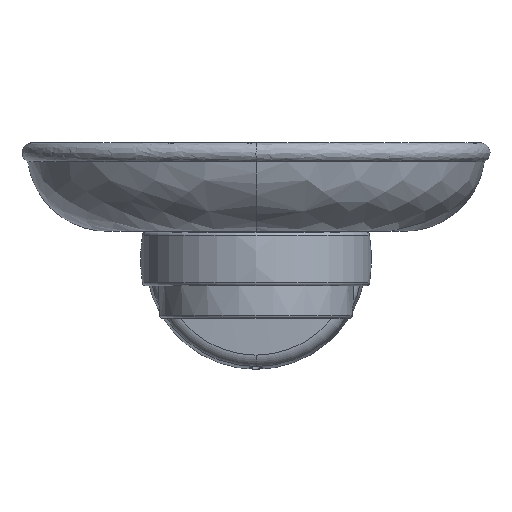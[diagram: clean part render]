
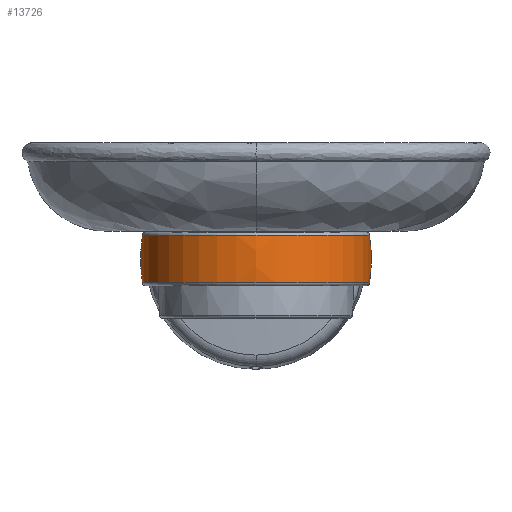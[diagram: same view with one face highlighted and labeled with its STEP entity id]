
A CAD part, front view. The second image highlights one B-rep face of the part: STEP entity #13726.
In plain terms, the highlighted free-form (B-spline) face has degree [3, 3] with [7, 4] control points.
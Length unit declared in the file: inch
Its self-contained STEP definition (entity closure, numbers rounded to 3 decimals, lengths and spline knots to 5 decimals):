
#13295=CARTESIAN_POINT('',(0.31675,-2.34046,
0.3859));
#13296=DIRECTION('',(0.,1.,0.));
#13297=DIRECTION('',(-1.,0.,0.));
#13298=AXIS2_PLACEMENT_3D('',#13295,#13296,#13297);
#13300=CARTESIAN_POINT('',(-0.29375,-2.34046,
0.66748));
#13301=DIRECTION('',(0.,0.,1.));
#13302=DIRECTION('',(-1.,0.,0.));
#13303=AXIS2_PLACEMENT_3D('',#13300,#13301,#13302);
#13305=CARTESIAN_POINT('',(-0.29375,-2.34046,
0.66748));
#13306=DIRECTION('',(0.,0.,1.));
#13307=DIRECTION('',(0.,-1.,0.));
#13308=AXIS2_PLACEMENT_3D('',#13305,#13306,#13307);
#13310=CARTESIAN_POINT('',(-0.90425,-2.34046,
0.3859));
#13311=DIRECTION('',(0.,1.,0.));
#13312=DIRECTION('',(0.99,0.,0.143));
#13313=AXIS2_PLACEMENT_3D('',#13310,#13311,#13312);
#13315=CARTESIAN_POINT('',(-0.90425,-2.34046,
0.3859));
#13316=DIRECTION('',(0.,1.,0.));
#13317=DIRECTION('',(0.991,0.,-0.135));
#13318=AXIS2_PLACEMENT_3D('',#13315,#13316,#13317);
#13320=CARTESIAN_POINT('',(0.31675,-2.34046,
0.3859));
#13321=DIRECTION('',(0.,1.,0.));
#13322=DIRECTION('',(-0.99,0.,-0.143));
#13323=AXIS2_PLACEMENT_3D('',#13320,#13321,#13322);
#13325=CARTESIAN_POINT('',(-0.29375,-2.34046,
0.10432));
#13326=DIRECTION('',(0.,0.,1.));
#13327=DIRECTION('',(-1.,0.,0.));
#13328=AXIS2_PLACEMENT_3D('',#13325,#13326,#13327);
#13330=CARTESIAN_POINT('',(-0.29375,-2.34046,
0.10432));
#13331=DIRECTION('',(0.,0.,1.));
#13332=DIRECTION('',(0.,-1.,0.));
#13333=AXIS2_PLACEMENT_3D('',#13330,#13331,#13332);
#13557=CARTESIAN_POINT('',(-1.63151,-2.34046,
0.66747));
#13558=VERTEX_POINT('',#13557);
#13559=CARTESIAN_POINT('',(1.04401,-2.34046,
0.66748));
#13560=VERTEX_POINT('',#13559);
#13561=CARTESIAN_POINT('',(-1.65175,-2.34046,
0.3859));
#13562=VERTEX_POINT('',#13561);
#13563=CARTESIAN_POINT('',(-0.29375,-3.67821,
0.66748));
#13564=VERTEX_POINT('',#13563);
#13565=CARTESIAN_POINT('',(1.04631,-2.34046,
0.12073));
#13566=VERTEX_POINT('',#13565);
#13567=CARTESIAN_POINT('',(1.04401,-2.34046,
0.10432));
#13568=VERTEX_POINT('',#13567);
#13569=CARTESIAN_POINT('',(-1.63151,-2.34046,
0.10432));
#13570=VERTEX_POINT('',#13569);
#13571=CARTESIAN_POINT('',(-0.29375,-3.67821,
0.10432));
#13572=VERTEX_POINT('',#13571);
#13685=CARTESIAN_POINT('',(1.03972,-2.25656,
0.67866));
#13686=CARTESIAN_POINT('',(1.06891,-2.25473,
0.48421));
#13687=CARTESIAN_POINT('',(1.06891,-2.25473,
0.28758));
#13688=CARTESIAN_POINT('',(1.03972,-2.25656,
0.09314));
#13689=CARTESIAN_POINT('',(1.09135,-3.07718,
0.67866));
#13690=CARTESIAN_POINT('',(1.12167,-3.0933,
0.48421));
#13691=CARTESIAN_POINT('',(1.12167,-3.0933,
0.28758));
#13692=CARTESIAN_POINT('',(1.09135,-3.07718,
0.09314));
#13693=CARTESIAN_POINT('',(0.52849,-3.67657,
0.67866));
#13694=CARTESIAN_POINT('',(0.54649,-3.70581,
0.48421));
#13695=CARTESIAN_POINT('',(0.54649,-3.70581,
0.28758));
#13696=CARTESIAN_POINT('',(0.52849,-3.67657,
0.09314));
#13697=CARTESIAN_POINT('',(-0.29375,-3.67657,
0.67866));
#13698=CARTESIAN_POINT('',(-0.29375,-3.70581,
0.48421));
#13699=CARTESIAN_POINT('',(-0.29375,-3.70581,
0.28758));
#13700=CARTESIAN_POINT('',(-0.29375,-3.67657,
0.09314));
#13701=CARTESIAN_POINT('',(-1.11599,-3.67657,
0.67866));
#13702=CARTESIAN_POINT('',(-1.13399,-3.70581,
0.48421));
#13703=CARTESIAN_POINT('',(-1.13399,-3.70581,
0.28758));
#13704=CARTESIAN_POINT('',(-1.11599,-3.67657,
0.09314));
#13705=CARTESIAN_POINT('',(-1.67885,-3.07718,
0.67866));
#13706=CARTESIAN_POINT('',(-1.70917,-3.0933,
0.48421));
#13707=CARTESIAN_POINT('',(-1.70917,-3.0933,
0.28758));
#13708=CARTESIAN_POINT('',(-1.67885,-3.07718,
0.09314));
#13709=CARTESIAN_POINT('',(-1.62722,-2.25656,
0.67866));
#13710=CARTESIAN_POINT('',(-1.65641,-2.25473,
0.48421));
#13711=CARTESIAN_POINT('',(-1.65641,-2.25473,
0.28758));
#13712=CARTESIAN_POINT('',(-1.62722,-2.25656,
0.09314));
#13713=(BOUNDED_SURFACE()B_SPLINE_SURFACE(3,3,((#13685,#13686,#13687,#13688),(
#13689,#13690,#13691,#13692),(#13693,#13694,#13695,#13696),(#13697,#13698,
#13699,#13700),(#13701,#13702,#13703,#13704),(#13705,#13706,#13707,#13708),(
#13709,#13710,#13711,#13712)),.UNSPECIFIED.,.F.,.F.,.F.)B_SPLINE_SURFACE_WITH_KNOTS((4,3,4),(4,4),(0.,1.,2.),(0.,1.),.UNSPECIFIED.)GEOMETRIC_REPRESENTATION_ITEM()RATIONAL_B_SPLINE_SURFACE(((1.194,1.185,
1.185,1.194),(0.943,0.936,
0.936,0.943),(0.943,0.936,
0.936,0.943),(1.194,1.185,
1.185,1.194),(0.943,0.936,
0.936,0.943),(0.943,0.936,
0.936,0.943),(1.194,1.185,
1.185,1.194)))REPRESENTATION_ITEM('')SURFACE());
#13714=ORIENTED_EDGE('',*,*,#13674,.T.);
#13715=ORIENTED_EDGE('',*,*,#13618,.T.);
#13716=ORIENTED_EDGE('',*,*,#13616,.T.);
#13717=ORIENTED_EDGE('',*,*,#13671,.T.);
#13718=ORIENTED_EDGE('',*,*,#13669,.T.);
#13720=ORIENTED_EDGE('',*,*,#13719,.F.);
#13722=ORIENTED_EDGE('',*,*,#13721,.F.);
#13723=ORIENTED_EDGE('',*,*,#13665,.T.);
#13724=EDGE_LOOP('',(#13714,#13715,#13716,#13717,#13718,#13720,#13722,#13723));
#13725=FACE_OUTER_BOUND('',#13724,.F.);
#13726=ADVANCED_FACE('',(#13725),#13713,.T.);
#13299=CIRCLE('',#13298,1.9685);
#13304=CIRCLE('',#13303,1.33776);
#13309=CIRCLE('',#13308,1.33776);
#13314=CIRCLE('',#13313,1.9685);
#13319=CIRCLE('',#13318,1.9685);
#13324=CIRCLE('',#13323,1.9685);
#13329=CIRCLE('',#13328,1.33776);
#13334=CIRCLE('',#13333,1.33776);
#13616=EDGE_CURVE('',#13564,#13560,#13309,.T.);
#13618=EDGE_CURVE('',#13558,#13564,#13304,.T.);
#13665=EDGE_CURVE('',#13570,#13562,#13324,.T.);
#13669=EDGE_CURVE('',#13566,#13568,#13319,.T.);
#13671=EDGE_CURVE('',#13560,#13566,#13314,.T.);
#13674=EDGE_CURVE('',#13562,#13558,#13299,.T.);
#13719=EDGE_CURVE('',#13572,#13568,#13334,.T.);
#13721=EDGE_CURVE('',#13570,#13572,#13329,.T.);
